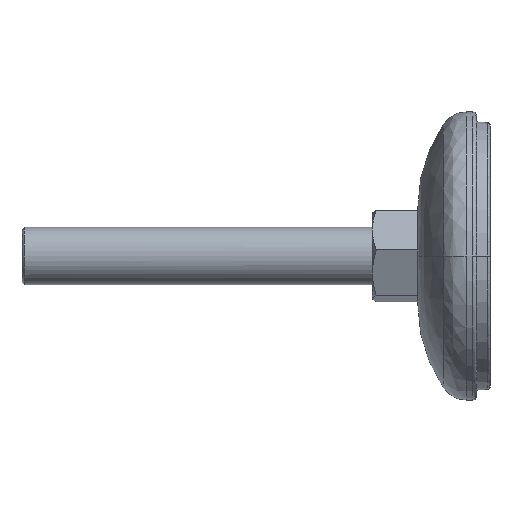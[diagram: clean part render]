
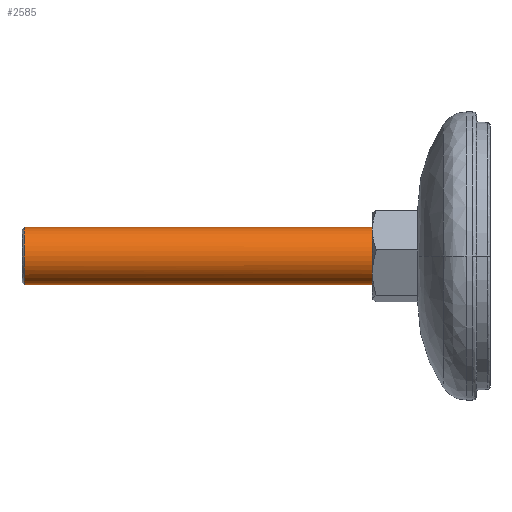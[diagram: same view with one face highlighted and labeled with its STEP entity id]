
A CAD part, left-side view. The second image highlights one B-rep face of the part: STEP entity #2585.
In plain terms, the highlighted cylindrical face has radius 12 mm (diameter 24 mm), a partial arc.
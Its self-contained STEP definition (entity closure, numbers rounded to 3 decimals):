
#46 = DIRECTION ( 'NONE',  ( 0., 0., -1. ) ) ;
#509 = CARTESIAN_POINT ( 'NONE',  ( 0., -31.99, -12. ) ) ;
#517 = EDGE_CURVE ( 'NONE', #3411, #3315, #6553, .T. ) ;
#574 = CARTESIAN_POINT ( 'NONE',  ( -9.5, 37.7, -7.331 ) ) ;
#723 = DIRECTION ( 'NONE',  ( 0., -1., 0. ) ) ;
#906 = EDGE_CURVE ( 'NONE', #7140, #8128, #1116, .T. ) ;
#988 = DIRECTION ( 'NONE',  ( 0., -1., 0. ) ) ;
#1116 = CIRCLE ( 'NONE', #8298, 12. ) ;
#1582 = LINE ( 'NONE', #4353, #5150 ) ;
#1601 = CYLINDRICAL_SURFACE ( 'NONE', #7536, 12. ) ;
#1670 = DIRECTION ( 'NONE',  ( 0., -1., 0. ) ) ;
#1824 = EDGE_LOOP ( 'NONE', ( #7610, #8341, #7865, #8794 ) ) ;
#2275 = ORIENTED_EDGE ( 'NONE', *, *, #4026, .F. ) ;
#2377 = EDGE_CURVE ( 'NONE', #4241, #3315, #8011, .T. ) ;
#2411 = CARTESIAN_POINT ( 'NONE',  ( 0., 32., 0. ) ) ;
#2454 = DIRECTION ( 'NONE',  ( 0., -1., 0. ) ) ;
#2567 = CIRCLE ( 'NONE', #4905, 12. ) ;
#2585 = ADVANCED_FACE ( 'NONE', ( #4975, #6286 ), #1601, .T. ) ;
#2673 = ORIENTED_EDGE ( 'NONE', *, *, #7262, .F. ) ;
#2751 = CARTESIAN_POINT ( 'NONE',  ( -9.5, 45.7, -7.331 ) ) ;
#2824 = CARTESIAN_POINT ( 'NONE',  ( 0., 190.7, -12. ) ) ;
#2930 = ORIENTED_EDGE ( 'NONE', *, *, #906, .F. ) ;
#3026 = EDGE_CURVE ( 'NONE', #8079, #3411, #4889, .T. ) ;
#3061 = CARTESIAN_POINT ( 'NONE',  ( 0., 37.7, 0. ) ) ;
#3315 = VERTEX_POINT ( 'NONE', #5586 ) ;
#3411 = VERTEX_POINT ( 'NONE', #8180 ) ;
#3533 = CARTESIAN_POINT ( 'NONE',  ( 0., -31.99, 12. ) ) ;
#3700 = DIRECTION ( 'NONE',  ( 0., 0., -1. ) ) ;
#4026 = EDGE_CURVE ( 'NONE', #8128, #8082, #1582, .T. ) ;
#4126 = CARTESIAN_POINT ( 'NONE',  ( 0., 190.7, 12. ) ) ;
#4241 = VERTEX_POINT ( 'NONE', #2824 ) ;
#4353 = CARTESIAN_POINT ( 'NONE',  ( -9.5, -31.99, -7.331 ) ) ;
#4369 = CARTESIAN_POINT ( 'NONE',  ( 0., -31.99, 0. ) ) ;
#4602 = ORIENTED_EDGE ( 'NONE', *, *, #4609, .F. ) ;
#4609 = EDGE_CURVE ( 'NONE', #8082, #6734, #2567, .T. ) ;
#4889 = LINE ( 'NONE', #3533, #6096 ) ;
#4905 = AXIS2_PLACEMENT_3D ( 'NONE', #3061, #5732, #3700 ) ;
#4975 = FACE_OUTER_BOUND ( 'NONE', #1824, .T. ) ;
#5058 = LINE ( 'NONE', #6455, #5444 ) ;
#5150 = VECTOR ( 'NONE', #988, 1000. ) ;
#5202 = DIRECTION ( 'NONE',  ( 0., -1., 0. ) ) ;
#5444 = VECTOR ( 'NONE', #5788, 1000. ) ;
#5586 = CARTESIAN_POINT ( 'NONE',  ( 0., 32., -12. ) ) ;
#5605 = CIRCLE ( 'NONE', #7909, 12. ) ;
#5732 = DIRECTION ( 'NONE',  ( 0., 1., 0. ) ) ;
#5788 = DIRECTION ( 'NONE',  ( 0., 1., 0. ) ) ;
#5846 = DIRECTION ( 'NONE',  ( 0., 0., -1. ) ) ;
#6096 = VECTOR ( 'NONE', #723, 1000. ) ;
#6286 = FACE_BOUND ( 'NONE', #7806, .T. ) ;
#6403 = AXIS2_PLACEMENT_3D ( 'NONE', #2411, #2454, #5846 ) ;
#6455 = CARTESIAN_POINT ( 'NONE',  ( -9.5, -31.99, 7.331 ) ) ;
#6553 = CIRCLE ( 'NONE', #6403, 12. ) ;
#6682 = VECTOR ( 'NONE', #7386, 1000. ) ;
#6734 = VERTEX_POINT ( 'NONE', #7950 ) ;
#7097 = DIRECTION ( 'NONE',  ( 0., -1., 0. ) ) ;
#7140 = VERTEX_POINT ( 'NONE', #7407 ) ;
#7262 = EDGE_CURVE ( 'NONE', #6734, #7140, #5058, .T. ) ;
#7386 = DIRECTION ( 'NONE',  ( 0., -1., 0. ) ) ;
#7407 = CARTESIAN_POINT ( 'NONE',  ( -9.5, 45.7, 7.331 ) ) ;
#7536 = AXIS2_PLACEMENT_3D ( 'NONE', #4369, #7097, #46 ) ;
#7610 = ORIENTED_EDGE ( 'NONE', *, *, #3026, .F. ) ;
#7709 = CARTESIAN_POINT ( 'NONE',  ( 0., 190.7, 0. ) ) ;
#7806 = EDGE_LOOP ( 'NONE', ( #2930, #2673, #4602, #2275 ) ) ;
#7860 = CARTESIAN_POINT ( 'NONE',  ( 0., 45.7, 0. ) ) ;
#7865 = ORIENTED_EDGE ( 'NONE', *, *, #2377, .T. ) ;
#7904 = DIRECTION ( 'NONE',  ( -1., 0., 0. ) ) ;
#7909 = AXIS2_PLACEMENT_3D ( 'NONE', #7709, #1670, #8414 ) ;
#7950 = CARTESIAN_POINT ( 'NONE',  ( -9.5, 37.7, 7.331 ) ) ;
#8011 = LINE ( 'NONE', #509, #6682 ) ;
#8079 = VERTEX_POINT ( 'NONE', #4126 ) ;
#8082 = VERTEX_POINT ( 'NONE', #574 ) ;
#8128 = VERTEX_POINT ( 'NONE', #2751 ) ;
#8180 = CARTESIAN_POINT ( 'NONE',  ( 0., 32., 12. ) ) ;
#8298 = AXIS2_PLACEMENT_3D ( 'NONE', #7860, #5202, #7904 ) ;
#8341 = ORIENTED_EDGE ( 'NONE', *, *, #8442, .T. ) ;
#8414 = DIRECTION ( 'NONE',  ( 0., 0., -1. ) ) ;
#8442 = EDGE_CURVE ( 'NONE', #8079, #4241, #5605, .T. ) ;
#8794 = ORIENTED_EDGE ( 'NONE', *, *, #517, .F. ) ;
